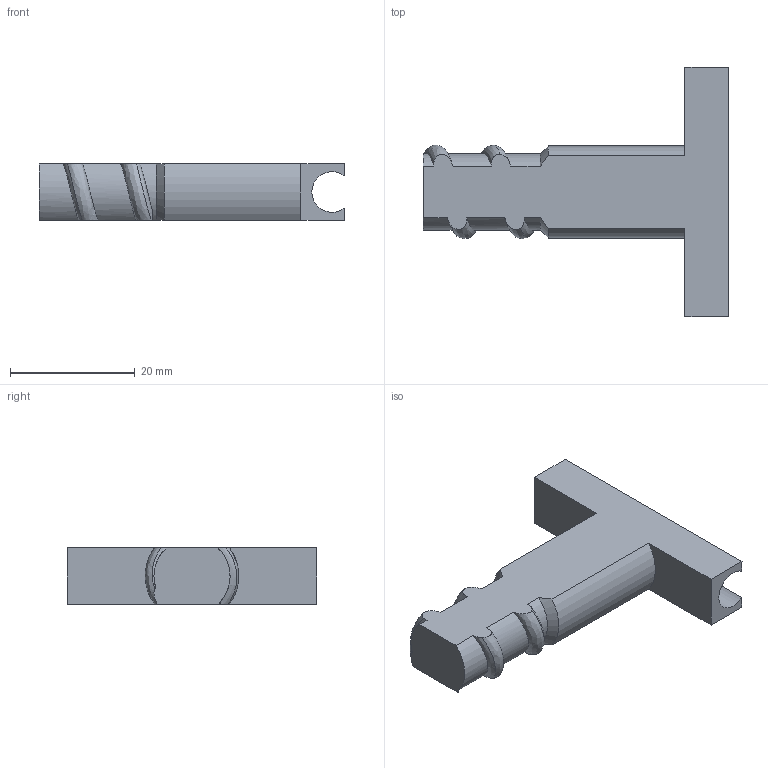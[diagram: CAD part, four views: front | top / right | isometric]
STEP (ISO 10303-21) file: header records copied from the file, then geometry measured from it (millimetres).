
FILE_DESCRIPTION(/* description */ (''),/* implementation_level */ '2;1');
FILE_NAME(/* name */ 'pcb_holder_remix v3.step',/* time_stamp */ '2024-03-21T23:44:50-05:00',/* author */ (''),/* organization */ (''),/* preprocessor_version */ 'ST-DEVELOPER v20',/* originating_system */ 'Autodesk Translation Framework v12.20.1.177',/* authorisation */ '');
FILE_SCHEMA (('AUTOMOTIVE_DESIGN { 1 0 10303 214 3 1 1 }'));
Length unit declared in the file: millimetre
Products named in the file (1): pcb_holder_remix
Bounding box: 48.87 x 40 x 9 mm (x, y, z)
Volume: 6204.6 mm3; surface area: 3475.3 mm2
Topology: 1 solids, 1 shells, 35 faces, 97 edges, 64 vertices
Faces by surface type: bspline 13, plane 11, cylinder 9, cone 2
Entity records: 2131 total; most frequent: CARTESIAN_POINT 1303, ORIENTED_EDGE 194, DIRECTION 127, EDGE_CURVE 97, VERTEX_POINT 64, AXIS2_PLACEMENT_3D 45, LINE 37, VECTOR 37
